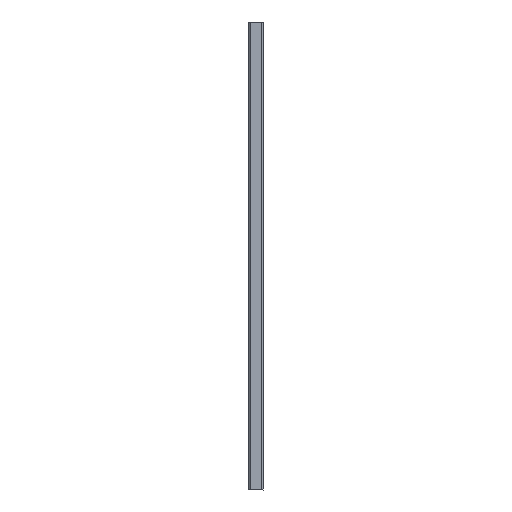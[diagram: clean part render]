
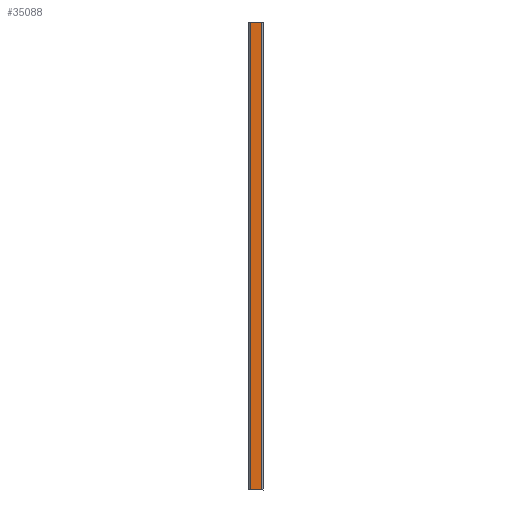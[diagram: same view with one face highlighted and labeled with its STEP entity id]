
A CAD part, left-side view. The second image highlights one B-rep face of the part: STEP entity #35088.
In plain terms, the highlighted planar face has unit normal (-1, 0, 0).
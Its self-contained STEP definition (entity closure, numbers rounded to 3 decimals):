
#769 = ORIENTED_EDGE ( 'NONE', *, *, #20420, .F. ) ;
#808 = EDGE_CURVE ( 'NONE', #17689, #7968, #17613, .T. ) ;
#830 = ORIENTED_EDGE ( 'NONE', *, *, #36340, .T. ) ;
#1894 = DIRECTION ( 'NONE',  ( 0., 1., 0. ) ) ;
#3500 = CARTESIAN_POINT ( 'NONE',  ( -20.5, 2.25, -350. ) ) ;
#6348 = EDGE_CURVE ( 'NONE', #17689, #25562, #18585, .T. ) ;
#6442 = DIRECTION ( 'NONE',  ( 0., 0., 1. ) ) ;
#7760 = VERTEX_POINT ( 'NONE', #14684 ) ;
#7968 = VERTEX_POINT ( 'NONE', #25364 ) ;
#11625 = ORIENTED_EDGE ( 'NONE', *, *, #6348, .T. ) ;
#12068 = DIRECTION ( 'NONE',  ( 0., 1., 0. ) ) ;
#14684 = CARTESIAN_POINT ( 'NONE',  ( -20.5, 18.75, 0. ) ) ;
#15045 = LINE ( 'NONE', #22465, #22691 ) ;
#16032 = EDGE_LOOP ( 'NONE', ( #830, #769, #25295, #11625 ) ) ;
#16130 = VECTOR ( 'NONE', #12068, 1000. ) ;
#17119 = CARTESIAN_POINT ( 'NONE',  ( -20.5, 0., -700. ) ) ;
#17613 = LINE ( 'NONE', #17119, #20035 ) ;
#17689 = VERTEX_POINT ( 'NONE', #30846 ) ;
#17878 = DIRECTION ( 'NONE',  ( 1., 0., 0. ) ) ;
#18139 = CARTESIAN_POINT ( 'NONE',  ( -20.5, 0., -350. ) ) ;
#18585 = LINE ( 'NONE', #3500, #28161 ) ;
#20035 = VECTOR ( 'NONE', #1894, 1000. ) ;
#20420 = EDGE_CURVE ( 'NONE', #7968, #7760, #15045, .T. ) ;
#20636 = CARTESIAN_POINT ( 'NONE',  ( -20.5, 2.25, 0. ) ) ;
#22159 = AXIS2_PLACEMENT_3D ( 'NONE', #18139, #17878, #39582 ) ;
#22465 = CARTESIAN_POINT ( 'NONE',  ( -20.5, 18.75, -350. ) ) ;
#22691 = VECTOR ( 'NONE', #22856, 1000. ) ;
#22856 = DIRECTION ( 'NONE',  ( 0., 0., 1. ) ) ;
#25295 = ORIENTED_EDGE ( 'NONE', *, *, #808, .F. ) ;
#25364 = CARTESIAN_POINT ( 'NONE',  ( -20.5, 18.75, -700. ) ) ;
#25562 = VERTEX_POINT ( 'NONE', #20636 ) ;
#27253 = FACE_OUTER_BOUND ( 'NONE', #16032, .T. ) ;
#28161 = VECTOR ( 'NONE', #6442, 1000. ) ;
#30456 = CARTESIAN_POINT ( 'NONE',  ( -20.5, 0., 0. ) ) ;
#30846 = CARTESIAN_POINT ( 'NONE',  ( -20.5, 2.25, -700. ) ) ;
#32897 = LINE ( 'NONE', #30456, #16130 ) ;
#35088 = ADVANCED_FACE ( 'NONE', ( #27253 ), #36490, .F. ) ;
#36340 = EDGE_CURVE ( 'NONE', #25562, #7760, #32897, .T. ) ;
#36490 = PLANE ( 'NONE',  #22159 ) ;
#39582 = DIRECTION ( 'NONE',  ( 0., 0., -1. ) ) ;
